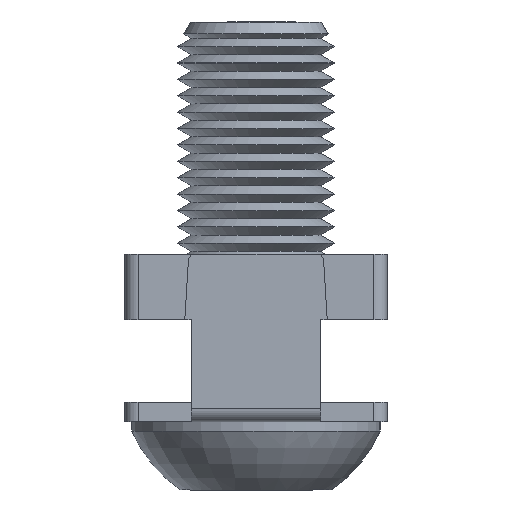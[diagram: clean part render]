
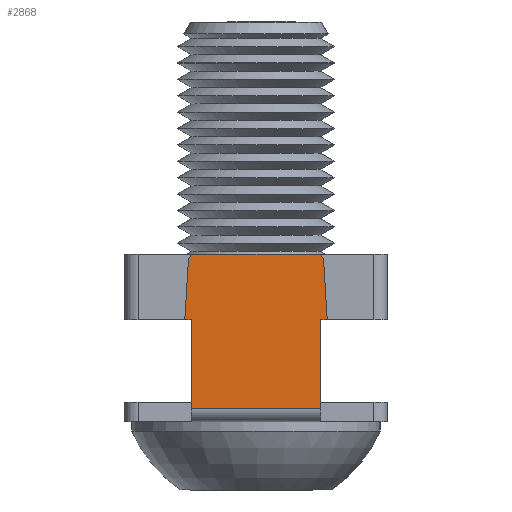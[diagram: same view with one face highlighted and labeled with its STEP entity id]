
A CAD part, left-side view. The second image highlights one B-rep face of the part: STEP entity #2868.
In plain terms, the highlighted planar face has unit normal (-1, 0, 0).
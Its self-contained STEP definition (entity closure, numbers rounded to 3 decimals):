
#77 = EDGE_CURVE ( 'NONE', #4813, #1610, #4484, .T. ) ;
#97 = EDGE_CURVE ( 'NONE', #5974, #396, #883, .T. ) ;
#249 = EDGE_CURVE ( 'NONE', #7728, #6254, #3007, .T. ) ;
#250 = CARTESIAN_POINT ( 'NONE',  ( -20.8, 4.95, 1. ) ) ;
#391 = VERTEX_POINT ( 'NONE', #7210 ) ;
#396 = VERTEX_POINT ( 'NONE', #3678 ) ;
#744 = LINE ( 'NONE', #3811, #5358 ) ;
#883 = LINE ( 'NONE', #2067, #4086 ) ;
#1002 = EDGE_CURVE ( 'NONE', #391, #4813, #2005, .T. ) ;
#1078 = VECTOR ( 'NONE', #7841, 1000. ) ;
#1157 = EDGE_CURVE ( 'NONE', #4687, #396, #7032, .T. ) ;
#1174 = EDGE_CURVE ( 'NONE', #4688, #4687, #5725, .T. ) ;
#1198 = EDGE_CURVE ( 'NONE', #4689, #4688, #744, .T. ) ;
#1216 = EDGE_CURVE ( 'NONE', #391, #4689, #2286, .T. ) ;
#1589 = CARTESIAN_POINT ( 'NONE',  ( -20.8, -5.158, 12.33 ) ) ;
#1610 = VERTEX_POINT ( 'NONE', #1589 ) ;
#1669 = CARTESIAN_POINT ( 'NONE',  ( -20.8, 4.95, 15.8 ) ) ;
#1797 = VECTOR ( 'NONE', #2202, 1000. ) ;
#1864 = DIRECTION ( 'NONE',  ( 0., 0., -1. ) ) ;
#1898 = DIRECTION ( 'NONE',  ( 0., 1., 0. ) ) ;
#2005 = LINE ( 'NONE', #2263, #1797 ) ;
#2067 = CARTESIAN_POINT ( 'NONE',  ( -20.8, 5.158, 12.33 ) ) ;
#2106 = DIRECTION ( 'NONE',  ( 0., 0.06, -0.998 ) ) ;
#2202 = DIRECTION ( 'NONE',  ( 0., -1., 0. ) ) ;
#2231 = EDGE_LOOP ( 'NONE', ( #2609, #2701, #2796, #2880, #2903, #3008, #3034, #3103, #3130, #3228 ) ) ;
#2263 = CARTESIAN_POINT ( 'NONE',  ( -20.8, 4.95, 7.8 ) ) ;
#2286 = LINE ( 'NONE', #4985, #4547 ) ;
#2340 = DIRECTION ( 'NONE',  ( 0., 0., 1. ) ) ;
#2447 = DIRECTION ( 'NONE',  ( 0., 0.06, 0.998 ) ) ;
#2450 = CIRCLE ( 'NONE', #3421, 0.5 ) ;
#2473 = CARTESIAN_POINT ( 'NONE',  ( -20.8, -5.43, 7.8 ) ) ;
#2486 = VECTOR ( 'NONE', #1898, 1000. ) ;
#2609 = ORIENTED_EDGE ( 'NONE', *, *, #1002, .T. ) ;
#2701 = ORIENTED_EDGE ( 'NONE', *, *, #77, .T. ) ;
#2756 = FACE_OUTER_BOUND ( 'NONE', #2231, .T. ) ;
#2796 = ORIENTED_EDGE ( 'NONE', *, *, #6329, .F. ) ;
#2868 = ADVANCED_FACE ( 'NONE', ( #2756 ), #7060, .T. ) ;
#2880 = ORIENTED_EDGE ( 'NONE', *, *, #249, .T. ) ;
#2903 = ORIENTED_EDGE ( 'NONE', *, *, #6157, .F. ) ;
#3007 = LINE ( 'NONE', #7861, #1078 ) ;
#3008 = ORIENTED_EDGE ( 'NONE', *, *, #97, .T. ) ;
#3034 = ORIENTED_EDGE ( 'NONE', *, *, #1157, .F. ) ;
#3103 = ORIENTED_EDGE ( 'NONE', *, *, #1174, .F. ) ;
#3130 = ORIENTED_EDGE ( 'NONE', *, *, #1198, .F. ) ;
#3212 = DIRECTION ( 'NONE',  ( 0., 1., 0. ) ) ;
#3228 = ORIENTED_EDGE ( 'NONE', *, *, #1216, .F. ) ;
#3283 = CARTESIAN_POINT ( 'NONE',  ( -20.8, -4.659, 12.3 ) ) ;
#3421 = AXIS2_PLACEMENT_3D ( 'NONE', #3283, #7344, #3906 ) ;
#3446 = DIRECTION ( 'NONE',  ( 1., 0., 0. ) ) ;
#3605 = CARTESIAN_POINT ( 'NONE',  ( -20.8, -5.43, 7.8 ) ) ;
#3678 = CARTESIAN_POINT ( 'NONE',  ( -20.8, 5.43, 7.8 ) ) ;
#3811 = CARTESIAN_POINT ( 'NONE',  ( -20.8, 2.475, 1. ) ) ;
#3906 = DIRECTION ( 'NONE',  ( 0., 1., 0. ) ) ;
#3954 = VECTOR ( 'NONE', #5611, 1000. ) ;
#4086 = VECTOR ( 'NONE', #2106, 1000. ) ;
#4484 = LINE ( 'NONE', #2473, #6209 ) ;
#4547 = VECTOR ( 'NONE', #1864, 1000. ) ;
#4687 = VERTEX_POINT ( 'NONE', #4735 ) ;
#4688 = VERTEX_POINT ( 'NONE', #250 ) ;
#4689 = VERTEX_POINT ( 'NONE', #7571 ) ;
#4735 = CARTESIAN_POINT ( 'NONE',  ( -20.8, 4.95, 7.8 ) ) ;
#4813 = VERTEX_POINT ( 'NONE', #3605 ) ;
#4985 = CARTESIAN_POINT ( 'NONE',  ( -20.8, -4.95, 15.8 ) ) ;
#5358 = VECTOR ( 'NONE', #3212, 1000. ) ;
#5449 = CIRCLE ( 'NONE', #5634, 0.5 ) ;
#5611 = DIRECTION ( 'NONE',  ( 0., 0., 1. ) ) ;
#5634 = AXIS2_PLACEMENT_3D ( 'NONE', #6949, #3446, #7491 ) ;
#5725 = LINE ( 'NONE', #7204, #3954 ) ;
#5889 = CARTESIAN_POINT ( 'NONE',  ( -20.8, -4.659, 12.8 ) ) ;
#5914 = CARTESIAN_POINT ( 'NONE',  ( -20.8, 4.659, 12.8 ) ) ;
#5964 = DIRECTION ( 'NONE',  ( -1., 0., 0. ) ) ;
#5974 = VERTEX_POINT ( 'NONE', #7246 ) ;
#6157 = EDGE_CURVE ( 'NONE', #5974, #6254, #5449, .T. ) ;
#6209 = VECTOR ( 'NONE', #2447, 1000. ) ;
#6254 = VERTEX_POINT ( 'NONE', #5914 ) ;
#6329 = EDGE_CURVE ( 'NONE', #7728, #1610, #2450, .T. ) ;
#6949 = CARTESIAN_POINT ( 'NONE',  ( -20.8, 4.659, 12.3 ) ) ;
#7032 = LINE ( 'NONE', #7756, #2486 ) ;
#7060 = PLANE ( 'NONE',  #7750 ) ;
#7204 = CARTESIAN_POINT ( 'NONE',  ( -20.8, 4.95, 15.8 ) ) ;
#7210 = CARTESIAN_POINT ( 'NONE',  ( -20.8, -4.95, 7.8 ) ) ;
#7246 = CARTESIAN_POINT ( 'NONE',  ( -20.8, 5.158, 12.33 ) ) ;
#7344 = DIRECTION ( 'NONE',  ( 1., 0., 0. ) ) ;
#7491 = DIRECTION ( 'NONE',  ( 0., -1., 0. ) ) ;
#7571 = CARTESIAN_POINT ( 'NONE',  ( -20.8, -4.95, 1. ) ) ;
#7728 = VERTEX_POINT ( 'NONE', #5889 ) ;
#7750 = AXIS2_PLACEMENT_3D ( 'NONE', #1669, #5964, #2340 ) ;
#7756 = CARTESIAN_POINT ( 'NONE',  ( -20.8, 0., 7.8 ) ) ;
#7841 = DIRECTION ( 'NONE',  ( 0., 1., 0. ) ) ;
#7861 = CARTESIAN_POINT ( 'NONE',  ( -20.8, 4.95, 12.8 ) ) ;
